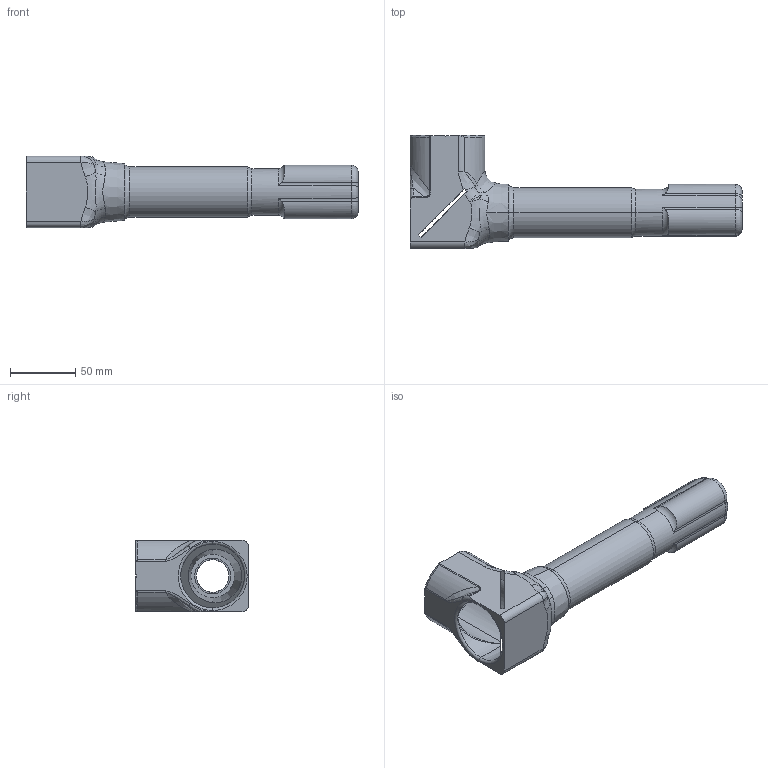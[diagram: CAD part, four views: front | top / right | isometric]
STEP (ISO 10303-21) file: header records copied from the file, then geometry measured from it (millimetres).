
FILE_DESCRIPTION (( 'STEP AP214' ), '1' );
FILE_NAME ('simple reflex finder.STEP', '2018-10-06T01:54:54', ( '' ), ( '' ), 'SwSTEP 2.0', 'SolidWorks 2017', '' );
FILE_SCHEMA (( 'AUTOMOTIVE_DESIGN' ));
Length unit declared in the file: millimetre
Products named in the file (1): simple reflex finder
Bounding box: 255 x 86.75 x 55 mm (x, y, z)
Volume: 207165.9 mm3; surface area: 73323.3 mm2
Topology: 1 solids, 1 shells, 133 faces, 346 edges, 208 vertices
Faces by surface type: cylinder 42, torus 34, bspline 34, plane 17, cone 4, sphere 2
Entity records: 7508 total; most frequent: CARTESIAN_POINT 4527, ORIENTED_EDGE 684, DIRECTION 561, EDGE_CURVE 342, AXIS2_PLACEMENT_3D 244, VERTEX_POINT 208, CIRCLE 144, EDGE_LOOP 138
